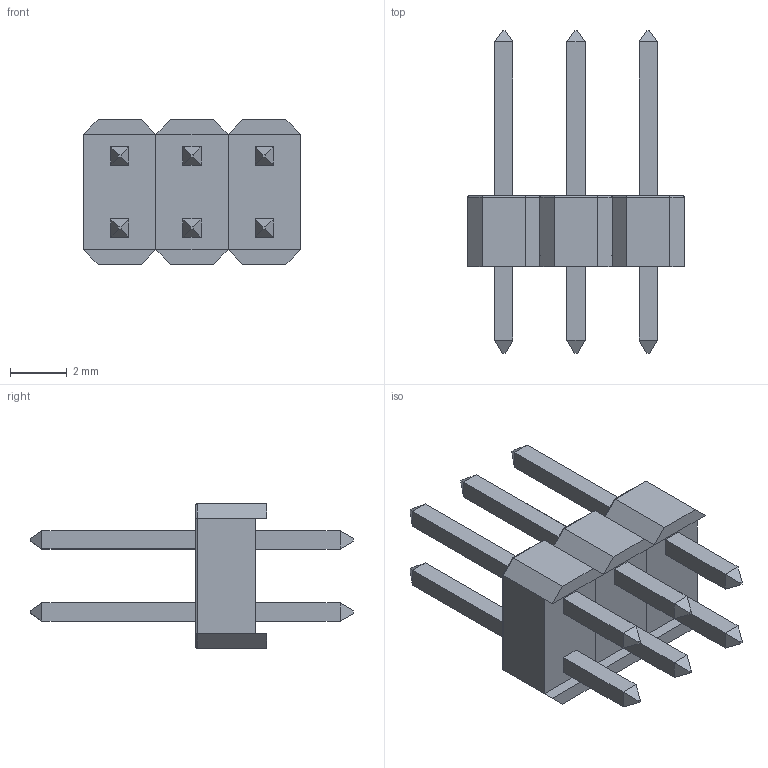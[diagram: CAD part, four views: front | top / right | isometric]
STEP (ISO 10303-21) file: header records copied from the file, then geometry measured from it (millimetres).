
FILE_DESCRIPTION(/* description */ ('SolidWorks IGES file using analytic representation for surfaces '),/* implementation_level */ '2;1');
FILE_NAME(/* name */ 'PR(E,P)C003DAAN-RC.stp',/* time_stamp */ '2019-07-30T00:21:30-04:00',/* author */ ('Phil'),/* organization */ (''),/* preprocessor_version */ 'ST-DEVELOPER v18',/* originating_system */ 'Autodesk Inventor 2020',/* authorisation */ '');
FILE_SCHEMA (('AUTOMOTIVE_DESIGN { 1 0 10303 214 3 1 1 }'));
Length unit declared in the file: millimetre
Products named in the file (2): PR(E,P)C003DAAN-RC; Dual TH with end bump format
Assembly tree (3 placements, depth 2):
  PR(E,P)C003DAAN-RC
    Dual TH with end bump format  x3
Bounding box: 7.62 x 11.37 x 5.08 mm (x, y, z)
Surface area: 318.7 mm2 (no closed solid volume)
Topology: 0 solids, 186 shells, 186 faces, 756 edges, 756 vertices
Faces by surface type: plane 162, cylinder 24
Entity records: 3171 total; most frequent: CARTESIAN_POINT 979, DIRECTION 370, VERTEX_POINT 252, EDGE_CURVE 252, ORIENTED_EDGE 252, LINE 236, VECTOR 236, AXIS2_PLACEMENT_3D 67
